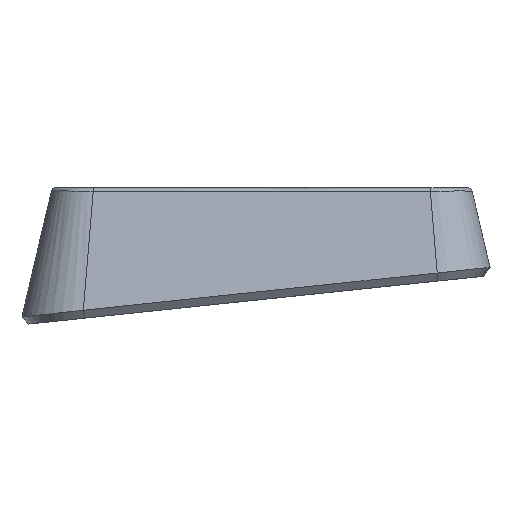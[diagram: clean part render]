
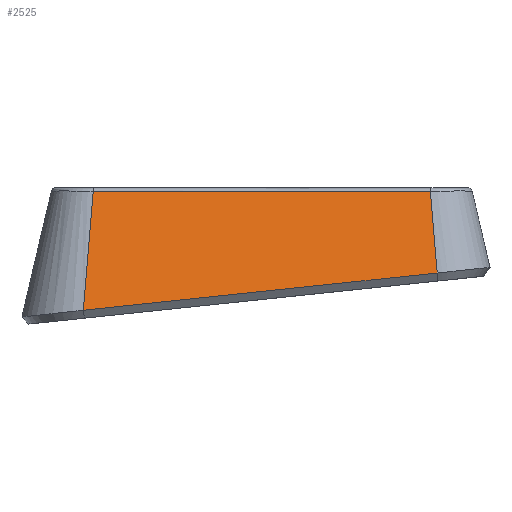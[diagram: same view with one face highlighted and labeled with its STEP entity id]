
A CAD part, left-side view. The second image highlights one B-rep face of the part: STEP entity #2525.
In plain terms, the highlighted free-form (B-spline) face has degree [1, 1] with [2, 2] control points.
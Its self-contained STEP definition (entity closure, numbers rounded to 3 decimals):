
#668 = VERTEX_POINT('',#669);
#669 = CARTESIAN_POINT('',(-140.992,43.179,
    3.563));
#722 = EDGE_CURVE('',#668,#723,#725,.T.);
#723 = VERTEX_POINT('',#724);
#724 = CARTESIAN_POINT('',(-134.255,40.789,
    32.38));
#725 = B_SPLINE_CURVE_WITH_KNOTS('',1,(#726,#727),.UNSPECIFIED.,.F.,.F.,
  (2,2),(0.,1.),.PIECEWISE_BEZIER_KNOTS.);
#726 = CARTESIAN_POINT('',(-141.825,43.475,0.));
#727 = CARTESIAN_POINT('',(-134.075,40.725,33.15));
#2525 = ADVANCED_FACE('',(#2526),#2596,.T.);
#2526 = FACE_BOUND('',#2527,.T.);
#2527 = EDGE_LOOP('',(#2528,#2529,#2554,#2561));
#2528 = ORIENTED_EDGE('',*,*,#722,.F.);
#2529 = ORIENTED_EDGE('',*,*,#2530,.F.);
#2530 = EDGE_CURVE('',#2531,#668,#2533,.T.);
#2531 = VERTEX_POINT('',#2532);
#2532 = CARTESIAN_POINT('',(-138.887,-42.433,
    12.567));
#2533 = B_SPLINE_CURVE_WITH_KNOTS('',10,(#2534,#2535,#2536,#2537,#2538,
    #2539,#2540,#2541,#2542,#2543,#2544,#2545,#2546,#2547,#2548,#2549,
    #2550,#2551,#2552,#2553),.UNSPECIFIED.,.F.,.F.,(11,9,11),(
    272.362,272.428,358.467),.UNSPECIFIED.);
#2534 = CARTESIAN_POINT('',(-138.887,-42.433,
    12.567));
#2535 = CARTESIAN_POINT('',(-138.887,-42.426,
    12.566));
#2536 = CARTESIAN_POINT('',(-138.887,-42.419,
    12.565));
#2537 = CARTESIAN_POINT('',(-138.888,-42.413,
    12.565));
#2538 = CARTESIAN_POINT('',(-138.888,-42.406,
    12.564));
#2539 = CARTESIAN_POINT('',(-138.888,-42.4,
    12.563));
#2540 = CARTESIAN_POINT('',(-138.888,-42.393,
    12.562));
#2541 = CARTESIAN_POINT('',(-138.888,-42.387,
    12.562));
#2542 = CARTESIAN_POINT('',(-138.888,-42.38,
    12.561));
#2543 = CARTESIAN_POINT('',(-138.889,-42.374,
    12.56));
#2544 = CARTESIAN_POINT('',(-139.11,-33.823,
    11.611));
#2545 = CARTESIAN_POINT('',(-139.323,-25.286,
    10.701));
#2546 = CARTESIAN_POINT('',(-139.513,-16.698,
    9.889));
#2547 = CARTESIAN_POINT('',(-139.744,-8.156,
    8.903));
#2548 = CARTESIAN_POINT('',(-139.924,0.409,
    8.133));
#2549 = CARTESIAN_POINT('',(-140.171,8.978,7.074
    ));
#2550 = CARTESIAN_POINT('',(-140.346,17.513,
    6.327));
#2551 = CARTESIAN_POINT('',(-140.599,26.105,
    5.246));
#2552 = CARTESIAN_POINT('',(-140.8,34.622,
    4.383));
#2553 = CARTESIAN_POINT('',(-140.992,43.179,
    3.563));
#2554 = ORIENTED_EDGE('',*,*,#2555,.T.);
#2555 = EDGE_CURVE('',#2531,#2556,#2558,.T.);
#2556 = VERTEX_POINT('',#2557);
#2557 = CARTESIAN_POINT('',(-134.255,-40.789,
    32.38));
#2558 = B_SPLINE_CURVE_WITH_KNOTS('',1,(#2559,#2560),.UNSPECIFIED.,.F.,
  .F.,(2,2),(0.,1.),.PIECEWISE_BEZIER_KNOTS.);
#2559 = CARTESIAN_POINT('',(-141.825,-43.475,0.));
#2560 = CARTESIAN_POINT('',(-134.075,-40.725,33.15));
#2561 = ORIENTED_EDGE('',*,*,#2562,.F.);
#2562 = EDGE_CURVE('',#723,#2556,#2563,.T.);
#2563 = ( BOUNDED_CURVE() B_SPLINE_CURVE(11,(#2564,#2565,#2566,#2567,
    #2568,#2569,#2570,#2571,#2572,#2573,#2574,#2575,#2576,#2577,#2578,
    #2579,#2580,#2581,#2582,#2583,#2584,#2585,#2586,#2587,#2588,#2589,
    #2590,#2591,#2592,#2593,#2594,#2595),.UNSPECIFIED.,.F.,.F.) 
B_SPLINE_CURVE_WITH_KNOTS((12,10,10,12),(626.542,626.581
,708.031,708.07),.UNSPECIFIED.) CURVE() 
GEOMETRIC_REPRESENTATION_ITEM() RATIONAL_B_SPLINE_CURVE((1.,1.,1.,
    1.,1.,1.,1.,
    1.,1.,1.,1.,1.,1.,1.,1.,1.,
    1.,1.,1.,1.,1.,1.,1.,1.,
    1.,1.,1.,1.,
1.,1.,1.,1.)) REPRESENTATION_ITEM('') );
#2564 = CARTESIAN_POINT('',(-134.255,40.789,
    32.38));
#2565 = CARTESIAN_POINT('',(-134.255,40.785,
    32.38));
#2566 = CARTESIAN_POINT('',(-134.255,40.782,
    32.38));
#2567 = CARTESIAN_POINT('',(-134.255,40.778,
    32.38));
#2568 = CARTESIAN_POINT('',(-134.255,40.774,
    32.38));
#2569 = CARTESIAN_POINT('',(-134.255,40.771,
    32.38));
#2570 = CARTESIAN_POINT('',(-134.255,40.767,
    32.38));
#2571 = CARTESIAN_POINT('',(-134.255,40.764,
    32.38));
#2572 = CARTESIAN_POINT('',(-134.255,40.76,
    32.38));
#2573 = CARTESIAN_POINT('',(-134.255,40.756,
    32.38));
#2574 = CARTESIAN_POINT('',(-134.255,40.753,
    32.38));
#2575 = CARTESIAN_POINT('',(-134.256,33.215,
    32.376));
#2576 = CARTESIAN_POINT('',(-134.255,26.257,
    32.378));
#2577 = CARTESIAN_POINT('',(-134.255,18.72,
    32.378));
#2578 = CARTESIAN_POINT('',(-134.256,11.323,
    32.378));
#2579 = CARTESIAN_POINT('',(-134.256,3.707,
    32.378));
#2580 = CARTESIAN_POINT('',(-134.256,-3.707,
    32.378));
#2581 = CARTESIAN_POINT('',(-134.256,-11.323,
    32.378));
#2582 = CARTESIAN_POINT('',(-134.255,-18.72,
    32.378));
#2583 = CARTESIAN_POINT('',(-134.255,-26.257,
    32.378));
#2584 = CARTESIAN_POINT('',(-134.256,-33.215,
    32.376));
#2585 = CARTESIAN_POINT('',(-134.255,-40.753,
    32.38));
#2586 = CARTESIAN_POINT('',(-134.255,-40.756,
    32.38));
#2587 = CARTESIAN_POINT('',(-134.255,-40.76,
    32.38));
#2588 = CARTESIAN_POINT('',(-134.255,-40.764,
    32.38));
#2589 = CARTESIAN_POINT('',(-134.255,-40.767,
    32.38));
#2590 = CARTESIAN_POINT('',(-134.255,-40.771,
    32.38));
#2591 = CARTESIAN_POINT('',(-134.255,-40.774,
    32.38));
#2592 = CARTESIAN_POINT('',(-134.255,-40.778,
    32.38));
#2593 = CARTESIAN_POINT('',(-134.255,-40.782,
    32.38));
#2594 = CARTESIAN_POINT('',(-134.255,-40.785,
    32.38));
#2595 = CARTESIAN_POINT('',(-134.255,-40.789,
    32.38));
#2596 = B_SPLINE_SURFACE_WITH_KNOTS('',1,1,(
    (#2597,#2598)
    ,(#2599,#2600
    )),.UNSPECIFIED.,.F.,.F.,.F.,(2,2),(2,2),(0.,86.95),(0.,1.),
  .PIECEWISE_BEZIER_KNOTS.);
#2597 = CARTESIAN_POINT('',(-141.825,43.475,0.));
#2598 = CARTESIAN_POINT('',(-134.075,40.725,33.15));
#2599 = CARTESIAN_POINT('',(-141.825,-43.475,0.));
#2600 = CARTESIAN_POINT('',(-134.075,-40.725,33.15));
